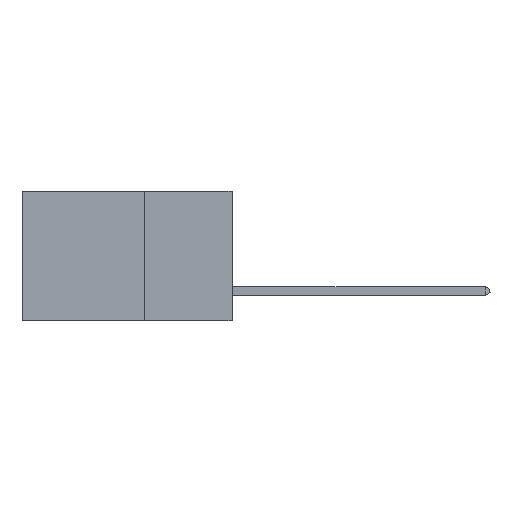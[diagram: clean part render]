
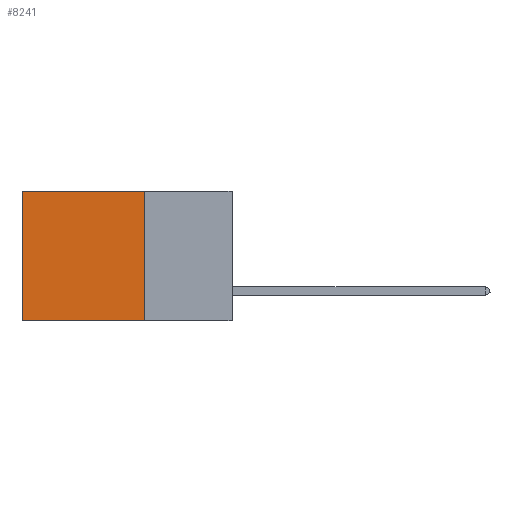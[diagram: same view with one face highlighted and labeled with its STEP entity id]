
A CAD part, left-side view. The second image highlights one B-rep face of the part: STEP entity #8241.
In plain terms, the highlighted planar face has unit normal (-1, 0, 0).
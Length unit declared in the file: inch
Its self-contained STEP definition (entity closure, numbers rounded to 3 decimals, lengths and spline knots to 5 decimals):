
#148 = AXIS2_PLACEMENT_3D ( 'NONE', #601, #6742, #15669 ) ;
#275 = CARTESIAN_POINT ( 'NONE',  ( 0.2875, 0.6, 0. ) ) ;
#395 = CARTESIAN_POINT ( 'NONE',  ( 0.2875, 0.25, 0. ) ) ;
#489 = EDGE_LOOP ( 'NONE', ( #7636, #12846, #13733, #6339 ) ) ;
#601 = CARTESIAN_POINT ( 'NONE',  ( 0.2875, 0.25, 0. ) ) ;
#630 = EDGE_CURVE ( 'NONE', #13922, #4775, #11706, .T. ) ;
#1569 = LINE ( 'NONE', #395, #8777 ) ;
#2584 = DIRECTION ( 'NONE',  ( 0., 0., -1. ) ) ;
#2730 = DIRECTION ( 'NONE',  ( 0., 1., 0. ) ) ;
#3243 = VERTEX_POINT ( 'NONE', #15588 ) ;
#3948 = DIRECTION ( 'NONE',  ( 0., 0., -1. ) ) ;
#4775 = VERTEX_POINT ( 'NONE', #12298 ) ;
#4830 = DIRECTION ( 'NONE',  ( 0., 1., 0. ) ) ;
#5527 = VERTEX_POINT ( 'NONE', #13934 ) ;
#6339 = ORIENTED_EDGE ( 'NONE', *, *, #11635, .T. ) ;
#6742 = DIRECTION ( 'NONE',  ( 1., 0., 0. ) ) ;
#7310 = VECTOR ( 'NONE', #2584, 39.37008 ) ;
#7636 = ORIENTED_EDGE ( 'NONE', *, *, #13928, .T. ) ;
#7927 = LINE ( 'NONE', #14976, #15939 ) ;
#8241 = ADVANCED_FACE ( 'NONE', ( #13903 ), #13158, .F. ) ;
#8777 = VECTOR ( 'NONE', #2730, 39.37008 ) ;
#8891 = CARTESIAN_POINT ( 'NONE',  ( 0.2875, 0.25, 0. ) ) ;
#10132 = VECTOR ( 'NONE', #3948, 39.37008 ) ;
#11560 = CARTESIAN_POINT ( 'NONE',  ( 0.2875, 0.25, 0. ) ) ;
#11635 = EDGE_CURVE ( 'NONE', #13922, #5527, #1569, .T. ) ;
#11706 = LINE ( 'NONE', #8891, #7310 ) ;
#12298 = CARTESIAN_POINT ( 'NONE',  ( 0.2875, 0.25, -0.37 ) ) ;
#12340 = EDGE_CURVE ( 'NONE', #4775, #3243, #7927, .T. ) ;
#12846 = ORIENTED_EDGE ( 'NONE', *, *, #12340, .F. ) ;
#13158 = PLANE ( 'NONE',  #148 ) ;
#13701 = LINE ( 'NONE', #275, #10132 ) ;
#13733 = ORIENTED_EDGE ( 'NONE', *, *, #630, .F. ) ;
#13903 = FACE_OUTER_BOUND ( 'NONE', #489, .T. ) ;
#13922 = VERTEX_POINT ( 'NONE', #11560 ) ;
#13928 = EDGE_CURVE ( 'NONE', #5527, #3243, #13701, .T. ) ;
#13934 = CARTESIAN_POINT ( 'NONE',  ( 0.2875, 0.6, 0. ) ) ;
#14976 = CARTESIAN_POINT ( 'NONE',  ( 0.2875, 0.25, -0.37 ) ) ;
#15588 = CARTESIAN_POINT ( 'NONE',  ( 0.2875, 0.6, -0.37 ) ) ;
#15669 = DIRECTION ( 'NONE',  ( 0., 0., -1. ) ) ;
#15939 = VECTOR ( 'NONE', #4830, 39.37008 ) ;
